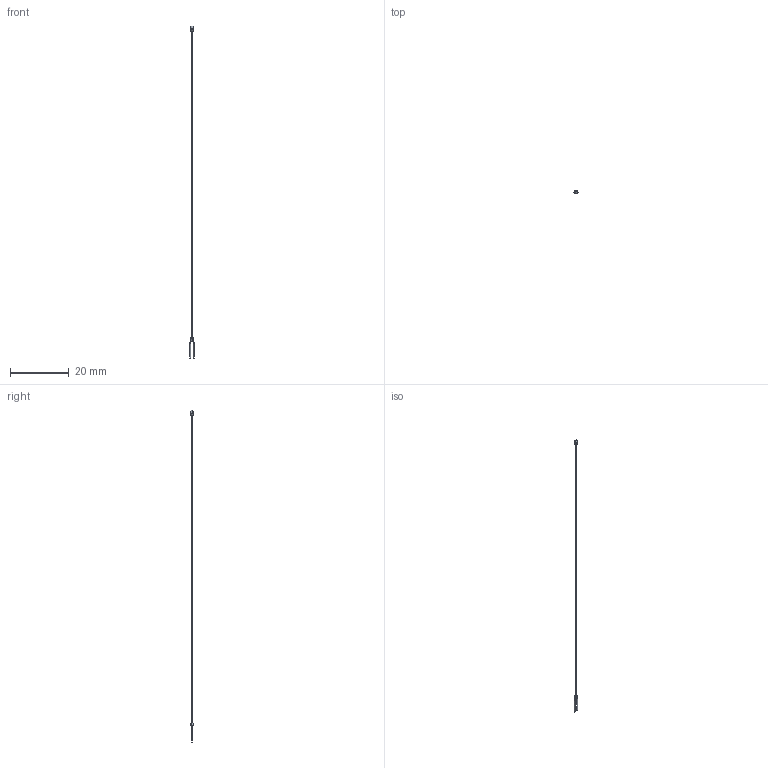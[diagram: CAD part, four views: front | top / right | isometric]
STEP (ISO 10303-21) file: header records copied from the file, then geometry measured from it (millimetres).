
FILE_DESCRIPTION(/* description */ (''),/* implementation_level */ '2;1');
FILE_NAME(/* name */ 'NXF_151B110.stp',/* time_stamp */ '2020-11-06T22:35:14+02:00',/* author */ ('khaled'),/* organization */ (''),/* preprocessor_version */ 'ST-DEVELOPER v17.2',/* originating_system */ 'Autodesk Inventor 2019',/* authorisation */ '');
FILE_SCHEMA (('AUTOMOTIVE_DESIGN { 1 0 10303 214 3 1 1 }'));
Length unit declared in the file: millimetre
Products named in the file (5): NXF_151B140; 1; 2; 3; 4
Assembly tree (4 placements, depth 2):
  NXF_151B140
    1
    2
    3
    4
Bounding box: 1.5 x 1.2 x 113 mm (x, y, z)
Volume: 16.6 mm3; surface area: 218.9 mm2
Topology: 6 solids, 6 shells, 498 faces, 1468 edges, 979 vertices
Faces by surface type: bspline 302, plane 166, cylinder 26, torus 3, sphere 1
Full cylindrical faces by diameter (mm): 0.2 x2, 0.3 x4
Entity records: 26175 total; most frequent: CARTESIAN_POINT 14765, ORIENTED_EDGE 2920, EDGE_CURVE 1460, DIRECTION 1424, VERTEX_POINT 979, B_SPLINE_CURVE_WITH_KNOTS 651, LINE 604, VECTOR 604
